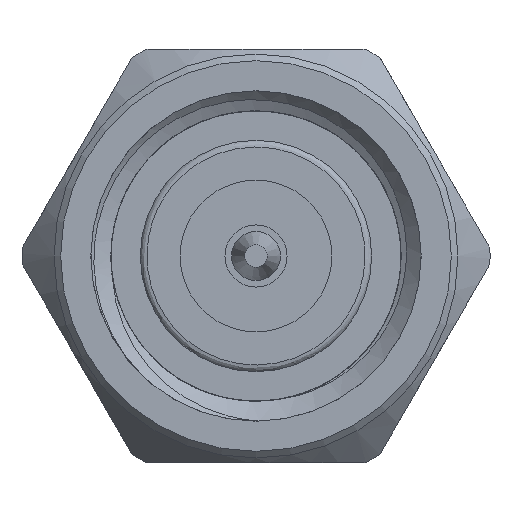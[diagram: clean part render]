
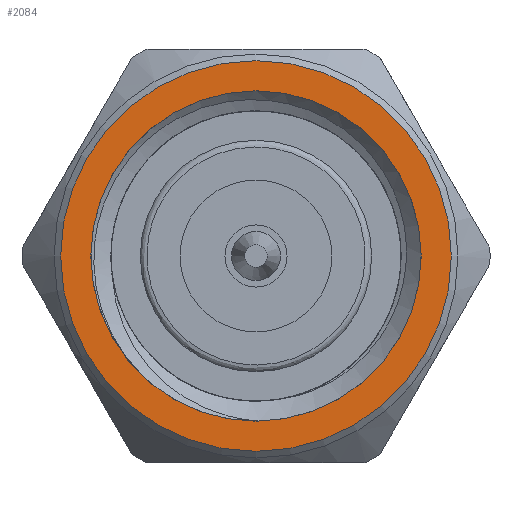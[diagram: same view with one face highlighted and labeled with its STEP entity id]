
A CAD part, left-side view. The second image highlights one B-rep face of the part: STEP entity #2084.
In plain terms, the highlighted planar face has unit normal (-1, 0, 0).
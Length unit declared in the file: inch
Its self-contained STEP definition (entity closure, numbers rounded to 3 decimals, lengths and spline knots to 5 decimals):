
#9 = EDGE_CURVE ( 'NONE', #2220, #2220, #3363, .T. ) ;
#703 = DIRECTION ( 'NONE',  ( 1., 0., 0. ) ) ;
#938 = DIRECTION ( 'NONE',  ( 0., -0.5, -0.866 ) ) ;
#1285 = DIRECTION ( 'NONE',  ( 1., 0., 0. ) ) ;
#1340 = FACE_BOUND ( 'NONE', #1536, .T. ) ;
#1382 = EDGE_LOOP ( 'NONE', ( #3900 ) ) ;
#1536 = EDGE_LOOP ( 'NONE', ( #2109 ) ) ;
#1551 = DIRECTION ( 'NONE',  ( 0., 0.5, 0.866 ) ) ;
#1750 = FACE_OUTER_BOUND ( 'NONE', #1382, .T. ) ;
#2084 = ADVANCED_FACE ( 'NONE', ( #1750, #1340 ), #4559, .F. ) ;
#2109 = ORIENTED_EDGE ( 'NONE', *, *, #3416, .T. ) ;
#2220 = VERTEX_POINT ( 'NONE', #4332 ) ;
#2342 = DIRECTION ( 'NONE',  ( 0., -0.5, -0.866 ) ) ;
#2615 = VERTEX_POINT ( 'NONE', #3849 ) ;
#2681 = CIRCLE ( 'NONE', #3790, 0.125 ) ;
#2755 = DIRECTION ( 'NONE',  ( 1., 0., 0. ) ) ;
#2968 = CARTESIAN_POINT ( 'NONE',  ( -0.009, 0., 0. ) ) ;
#3363 = CIRCLE ( 'NONE', #3883, 0.14779 ) ;
#3410 = AXIS2_PLACEMENT_3D ( 'NONE', #2968, #1285, #938 ) ;
#3416 = EDGE_CURVE ( 'NONE', #2615, #2615, #2681, .T. ) ;
#3659 = CARTESIAN_POINT ( 'NONE',  ( -0.009, 0., 0. ) ) ;
#3790 = AXIS2_PLACEMENT_3D ( 'NONE', #3659, #2755, #1551 ) ;
#3849 = CARTESIAN_POINT ( 'NONE',  ( -0.009, 0.0625, 0.10825 ) ) ;
#3883 = AXIS2_PLACEMENT_3D ( 'NONE', #4377, #703, #2342 ) ;
#3900 = ORIENTED_EDGE ( 'NONE', *, *, #9, .F. ) ;
#4332 = CARTESIAN_POINT ( 'NONE',  ( -0.009, -0.0739, -0.12799 ) ) ;
#4377 = CARTESIAN_POINT ( 'NONE',  ( -0.009, 0., 0. ) ) ;
#4559 = PLANE ( 'NONE',  #3410 ) ;
